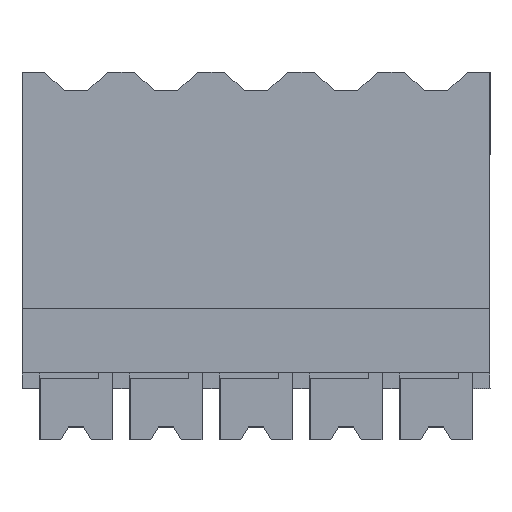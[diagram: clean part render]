
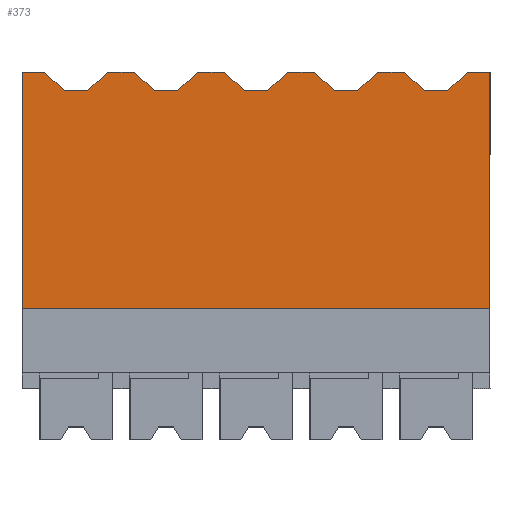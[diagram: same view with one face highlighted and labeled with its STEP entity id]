
A CAD part, top view. The second image highlights one B-rep face of the part: STEP entity #373.
In plain terms, the highlighted planar face has unit normal (0, 0, 1).
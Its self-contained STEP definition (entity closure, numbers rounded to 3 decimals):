
#154=AXIS2_PLACEMENT_3D('Plane Axis2P3D',#151,#152,#153) ;
#36=CARTESIAN_POINT('Line Origine',(0.,9.7,9.25)) ;
#40=CARTESIAN_POINT('Vertex',(0.,5.1,9.25)) ;
#42=CARTESIAN_POINT('Vertex',(0.,14.3,9.25)) ;
#151=CARTESIAN_POINT('Axis2P3D Location',(0.,5.1,9.25)) ;
#156=CARTESIAN_POINT('Line Origine',(3.605,14.3,9.25)) ;
#160=CARTESIAN_POINT('Vertex',(3.359,14.3,9.25)) ;
#162=CARTESIAN_POINT('Vertex',(3.85,14.3,9.25)) ;
#165=CARTESIAN_POINT('Line Origine',(2.959,13.95,9.25)) ;
#169=CARTESIAN_POINT('Vertex',(2.559,13.6,9.25)) ;
#172=CARTESIAN_POINT('Line Origine',(2.101,13.6,9.25)) ;
#176=CARTESIAN_POINT('Vertex',(1.642,13.6,9.25)) ;
#179=CARTESIAN_POINT('Line Origine',(1.242,13.95,9.25)) ;
#183=CARTESIAN_POINT('Vertex',(0.842,14.3,9.25)) ;
#186=CARTESIAN_POINT('Line Origine',(0.421,14.3,9.25)) ;
#191=CARTESIAN_POINT('Line Origine',(9.1,5.1,9.25)) ;
#195=CARTESIAN_POINT('Vertex',(18.2,5.1,9.25)) ;
#198=CARTESIAN_POINT('Line Origine',(18.2,9.7,9.25)) ;
#202=CARTESIAN_POINT('Vertex',(18.2,14.3,9.25)) ;
#205=CARTESIAN_POINT('Line Origine',(17.78,14.3,9.25)) ;
#209=CARTESIAN_POINT('Vertex',(17.359,14.3,9.25)) ;
#212=CARTESIAN_POINT('Line Origine',(16.959,13.95,9.25)) ;
#216=CARTESIAN_POINT('Vertex',(16.559,13.6,9.25)) ;
#219=CARTESIAN_POINT('Line Origine',(16.101,13.6,9.25)) ;
#223=CARTESIAN_POINT('Vertex',(15.642,13.6,9.25)) ;
#226=CARTESIAN_POINT('Line Origine',(15.242,13.95,9.25)) ;
#230=CARTESIAN_POINT('Vertex',(14.842,14.3,9.25)) ;
#233=CARTESIAN_POINT('Line Origine',(14.596,14.3,9.25)) ;
#237=CARTESIAN_POINT('Vertex',(14.35,14.3,9.25)) ;
#240=CARTESIAN_POINT('Line Origine',(14.105,14.3,9.25)) ;
#244=CARTESIAN_POINT('Vertex',(13.859,14.3,9.25)) ;
#247=CARTESIAN_POINT('Line Origine',(13.459,13.95,9.25)) ;
#251=CARTESIAN_POINT('Vertex',(13.059,13.6,9.25)) ;
#254=CARTESIAN_POINT('Line Origine',(12.601,13.6,9.25)) ;
#258=CARTESIAN_POINT('Vertex',(12.142,13.6,9.25)) ;
#261=CARTESIAN_POINT('Line Origine',(11.742,13.95,9.25)) ;
#265=CARTESIAN_POINT('Vertex',(11.342,14.3,9.25)) ;
#268=CARTESIAN_POINT('Line Origine',(11.096,14.3,9.25)) ;
#272=CARTESIAN_POINT('Vertex',(10.85,14.3,9.25)) ;
#275=CARTESIAN_POINT('Line Origine',(10.605,14.3,9.25)) ;
#279=CARTESIAN_POINT('Vertex',(10.359,14.3,9.25)) ;
#282=CARTESIAN_POINT('Line Origine',(9.959,13.95,9.25)) ;
#286=CARTESIAN_POINT('Vertex',(9.559,13.6,9.25)) ;
#289=CARTESIAN_POINT('Line Origine',(9.101,13.6,9.25)) ;
#293=CARTESIAN_POINT('Vertex',(8.642,13.6,9.25)) ;
#296=CARTESIAN_POINT('Line Origine',(8.242,13.95,9.25)) ;
#300=CARTESIAN_POINT('Vertex',(7.842,14.3,9.25)) ;
#303=CARTESIAN_POINT('Line Origine',(7.596,14.3,9.25)) ;
#307=CARTESIAN_POINT('Vertex',(7.35,14.3,9.25)) ;
#310=CARTESIAN_POINT('Line Origine',(7.105,14.3,9.25)) ;
#314=CARTESIAN_POINT('Vertex',(6.859,14.3,9.25)) ;
#317=CARTESIAN_POINT('Line Origine',(6.459,13.95,9.25)) ;
#321=CARTESIAN_POINT('Vertex',(6.059,13.6,9.25)) ;
#324=CARTESIAN_POINT('Line Origine',(5.601,13.6,9.25)) ;
#328=CARTESIAN_POINT('Vertex',(5.142,13.6,9.25)) ;
#331=CARTESIAN_POINT('Line Origine',(4.742,13.95,9.25)) ;
#335=CARTESIAN_POINT('Vertex',(4.342,14.3,9.25)) ;
#338=CARTESIAN_POINT('Line Origine',(4.096,14.3,9.25)) ;
#37=DIRECTION('Vector Direction',(0.,1.,0.)) ;
#152=DIRECTION('Axis2P3D Direction',(0.,0.,-1.)) ;
#153=DIRECTION('Axis2P3D XDirection',(0.,1.,0.)) ;
#157=DIRECTION('Vector Direction',(1.,0.,0.)) ;
#166=DIRECTION('Vector Direction',(0.753,0.659,0.)) ;
#173=DIRECTION('Vector Direction',(1.,0.,0.)) ;
#180=DIRECTION('Vector Direction',(0.753,-0.659,0.)) ;
#187=DIRECTION('Vector Direction',(1.,0.,0.)) ;
#192=DIRECTION('Vector Direction',(1.,0.,0.)) ;
#199=DIRECTION('Vector Direction',(0.,1.,0.)) ;
#206=DIRECTION('Vector Direction',(1.,0.,0.)) ;
#213=DIRECTION('Vector Direction',(0.753,0.659,0.)) ;
#220=DIRECTION('Vector Direction',(1.,0.,0.)) ;
#227=DIRECTION('Vector Direction',(0.753,-0.659,0.)) ;
#234=DIRECTION('Vector Direction',(1.,0.,0.)) ;
#241=DIRECTION('Vector Direction',(1.,0.,0.)) ;
#248=DIRECTION('Vector Direction',(0.753,0.659,0.)) ;
#255=DIRECTION('Vector Direction',(1.,0.,0.)) ;
#262=DIRECTION('Vector Direction',(0.753,-0.659,0.)) ;
#269=DIRECTION('Vector Direction',(1.,0.,0.)) ;
#276=DIRECTION('Vector Direction',(1.,0.,0.)) ;
#283=DIRECTION('Vector Direction',(0.753,0.659,0.)) ;
#290=DIRECTION('Vector Direction',(1.,0.,0.)) ;
#297=DIRECTION('Vector Direction',(0.753,-0.659,0.)) ;
#304=DIRECTION('Vector Direction',(1.,0.,0.)) ;
#311=DIRECTION('Vector Direction',(1.,0.,0.)) ;
#318=DIRECTION('Vector Direction',(0.753,0.659,0.)) ;
#325=DIRECTION('Vector Direction',(1.,0.,0.)) ;
#332=DIRECTION('Vector Direction',(0.753,-0.659,0.)) ;
#339=DIRECTION('Vector Direction',(1.,0.,0.)) ;
#38=VECTOR('Line Direction',#37,1.) ;
#158=VECTOR('Line Direction',#157,1.) ;
#167=VECTOR('Line Direction',#166,1.) ;
#174=VECTOR('Line Direction',#173,1.) ;
#181=VECTOR('Line Direction',#180,1.) ;
#188=VECTOR('Line Direction',#187,1.) ;
#193=VECTOR('Line Direction',#192,1.) ;
#200=VECTOR('Line Direction',#199,1.) ;
#207=VECTOR('Line Direction',#206,1.) ;
#214=VECTOR('Line Direction',#213,1.) ;
#221=VECTOR('Line Direction',#220,1.) ;
#228=VECTOR('Line Direction',#227,1.) ;
#235=VECTOR('Line Direction',#234,1.) ;
#242=VECTOR('Line Direction',#241,1.) ;
#249=VECTOR('Line Direction',#248,1.) ;
#256=VECTOR('Line Direction',#255,1.) ;
#263=VECTOR('Line Direction',#262,1.) ;
#270=VECTOR('Line Direction',#269,1.) ;
#277=VECTOR('Line Direction',#276,1.) ;
#284=VECTOR('Line Direction',#283,1.) ;
#291=VECTOR('Line Direction',#290,1.) ;
#298=VECTOR('Line Direction',#297,1.) ;
#305=VECTOR('Line Direction',#304,1.) ;
#312=VECTOR('Line Direction',#311,1.) ;
#319=VECTOR('Line Direction',#318,1.) ;
#326=VECTOR('Line Direction',#325,1.) ;
#333=VECTOR('Line Direction',#332,1.) ;
#340=VECTOR('Line Direction',#339,1.) ;
#344=ORIENTED_EDGE('',*,*,#164,.F.) ;
#345=ORIENTED_EDGE('',*,*,#171,.F.) ;
#346=ORIENTED_EDGE('',*,*,#178,.F.) ;
#347=ORIENTED_EDGE('',*,*,#185,.F.) ;
#348=ORIENTED_EDGE('',*,*,#190,.F.) ;
#349=ORIENTED_EDGE('',*,*,#44,.F.) ;
#350=ORIENTED_EDGE('',*,*,#197,.T.) ;
#351=ORIENTED_EDGE('',*,*,#204,.T.) ;
#352=ORIENTED_EDGE('',*,*,#211,.F.) ;
#353=ORIENTED_EDGE('',*,*,#218,.F.) ;
#354=ORIENTED_EDGE('',*,*,#225,.F.) ;
#355=ORIENTED_EDGE('',*,*,#232,.F.) ;
#356=ORIENTED_EDGE('',*,*,#239,.F.) ;
#357=ORIENTED_EDGE('',*,*,#246,.F.) ;
#358=ORIENTED_EDGE('',*,*,#253,.F.) ;
#359=ORIENTED_EDGE('',*,*,#260,.F.) ;
#360=ORIENTED_EDGE('',*,*,#267,.F.) ;
#361=ORIENTED_EDGE('',*,*,#274,.F.) ;
#362=ORIENTED_EDGE('',*,*,#281,.F.) ;
#363=ORIENTED_EDGE('',*,*,#288,.F.) ;
#364=ORIENTED_EDGE('',*,*,#295,.F.) ;
#365=ORIENTED_EDGE('',*,*,#302,.F.) ;
#366=ORIENTED_EDGE('',*,*,#309,.F.) ;
#367=ORIENTED_EDGE('',*,*,#316,.F.) ;
#368=ORIENTED_EDGE('',*,*,#323,.F.) ;
#369=ORIENTED_EDGE('',*,*,#330,.F.) ;
#370=ORIENTED_EDGE('',*,*,#337,.F.) ;
#371=ORIENTED_EDGE('',*,*,#342,.F.) ;
#373=ADVANCED_FACE('HOUSING',(#372),#155,.F.) ;
#44=EDGE_CURVE('',#41,#43,#39,.T.) ;
#164=EDGE_CURVE('',#161,#163,#159,.T.) ;
#171=EDGE_CURVE('',#170,#161,#168,.T.) ;
#178=EDGE_CURVE('',#177,#170,#175,.T.) ;
#185=EDGE_CURVE('',#184,#177,#182,.T.) ;
#190=EDGE_CURVE('',#43,#184,#189,.T.) ;
#197=EDGE_CURVE('',#41,#196,#194,.T.) ;
#204=EDGE_CURVE('',#196,#203,#201,.T.) ;
#211=EDGE_CURVE('',#210,#203,#208,.T.) ;
#218=EDGE_CURVE('',#217,#210,#215,.T.) ;
#225=EDGE_CURVE('',#224,#217,#222,.T.) ;
#232=EDGE_CURVE('',#231,#224,#229,.T.) ;
#239=EDGE_CURVE('',#238,#231,#236,.T.) ;
#246=EDGE_CURVE('',#245,#238,#243,.T.) ;
#253=EDGE_CURVE('',#252,#245,#250,.T.) ;
#260=EDGE_CURVE('',#259,#252,#257,.T.) ;
#267=EDGE_CURVE('',#266,#259,#264,.T.) ;
#274=EDGE_CURVE('',#273,#266,#271,.T.) ;
#281=EDGE_CURVE('',#280,#273,#278,.T.) ;
#288=EDGE_CURVE('',#287,#280,#285,.T.) ;
#295=EDGE_CURVE('',#294,#287,#292,.T.) ;
#302=EDGE_CURVE('',#301,#294,#299,.T.) ;
#309=EDGE_CURVE('',#308,#301,#306,.T.) ;
#316=EDGE_CURVE('',#315,#308,#313,.T.) ;
#323=EDGE_CURVE('',#322,#315,#320,.T.) ;
#330=EDGE_CURVE('',#329,#322,#327,.T.) ;
#337=EDGE_CURVE('',#336,#329,#334,.T.) ;
#342=EDGE_CURVE('',#163,#336,#341,.T.) ;
#343=EDGE_LOOP('',(#344,#345,#346,#347,#348,#349,#350,#351,#352,#353,#354,#355,#356,#357,#358,#359,#360,#361,#362,#363,#364,#365,#366,#367,#368,#369,#370,#371)) ;
#372=FACE_OUTER_BOUND('',#343,.T.) ;
#39=LINE('Line',#36,#38) ;
#159=LINE('Line',#156,#158) ;
#168=LINE('Line',#165,#167) ;
#175=LINE('Line',#172,#174) ;
#182=LINE('Line',#179,#181) ;
#189=LINE('Line',#186,#188) ;
#194=LINE('Line',#191,#193) ;
#201=LINE('Line',#198,#200) ;
#208=LINE('Line',#205,#207) ;
#215=LINE('Line',#212,#214) ;
#222=LINE('Line',#219,#221) ;
#229=LINE('Line',#226,#228) ;
#236=LINE('Line',#233,#235) ;
#243=LINE('Line',#240,#242) ;
#250=LINE('Line',#247,#249) ;
#257=LINE('Line',#254,#256) ;
#264=LINE('Line',#261,#263) ;
#271=LINE('Line',#268,#270) ;
#278=LINE('Line',#275,#277) ;
#285=LINE('Line',#282,#284) ;
#292=LINE('Line',#289,#291) ;
#299=LINE('Line',#296,#298) ;
#306=LINE('Line',#303,#305) ;
#313=LINE('Line',#310,#312) ;
#320=LINE('Line',#317,#319) ;
#327=LINE('Line',#324,#326) ;
#334=LINE('Line',#331,#333) ;
#341=LINE('Line',#338,#340) ;
#155=PLANE('',#154) ;
#41=VERTEX_POINT('',#40) ;
#43=VERTEX_POINT('',#42) ;
#161=VERTEX_POINT('',#160) ;
#163=VERTEX_POINT('',#162) ;
#170=VERTEX_POINT('',#169) ;
#177=VERTEX_POINT('',#176) ;
#184=VERTEX_POINT('',#183) ;
#196=VERTEX_POINT('',#195) ;
#203=VERTEX_POINT('',#202) ;
#210=VERTEX_POINT('',#209) ;
#217=VERTEX_POINT('',#216) ;
#224=VERTEX_POINT('',#223) ;
#231=VERTEX_POINT('',#230) ;
#238=VERTEX_POINT('',#237) ;
#245=VERTEX_POINT('',#244) ;
#252=VERTEX_POINT('',#251) ;
#259=VERTEX_POINT('',#258) ;
#266=VERTEX_POINT('',#265) ;
#273=VERTEX_POINT('',#272) ;
#280=VERTEX_POINT('',#279) ;
#287=VERTEX_POINT('',#286) ;
#294=VERTEX_POINT('',#293) ;
#301=VERTEX_POINT('',#300) ;
#308=VERTEX_POINT('',#307) ;
#315=VERTEX_POINT('',#314) ;
#322=VERTEX_POINT('',#321) ;
#329=VERTEX_POINT('',#328) ;
#336=VERTEX_POINT('',#335) ;
